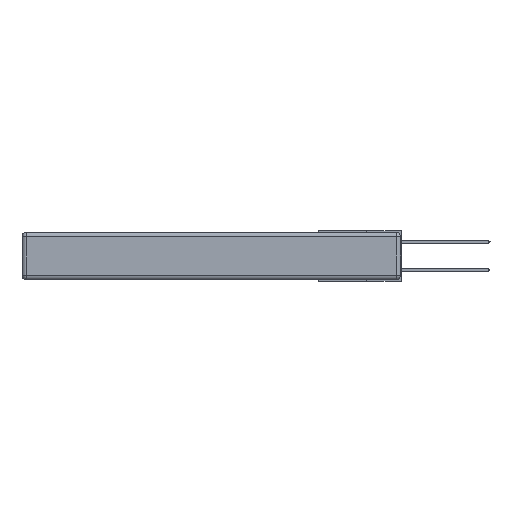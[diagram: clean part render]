
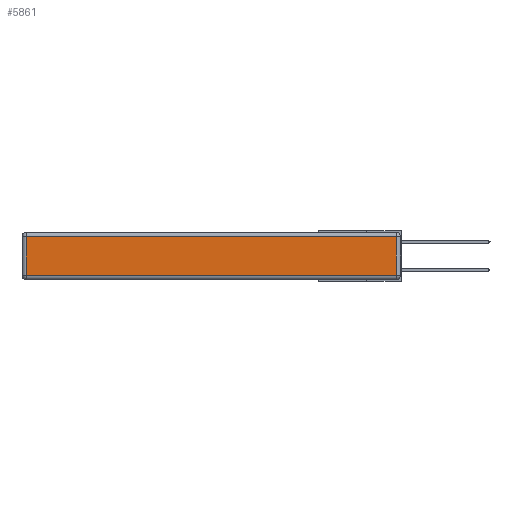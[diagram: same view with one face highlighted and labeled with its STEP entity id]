
A CAD part, left-side view. The second image highlights one B-rep face of the part: STEP entity #5861.
In plain terms, the highlighted planar face has unit normal (-1, 0, 0).
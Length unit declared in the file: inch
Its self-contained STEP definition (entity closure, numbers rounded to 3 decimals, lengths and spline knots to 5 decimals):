
#273 = ORIENTED_EDGE ( 'NONE', *, *, #30996, .T. ) ;
#380 = LINE ( 'NONE', #22396, #11754 ) ;
#1375 = CARTESIAN_POINT ( 'NONE',  ( 0., 0., -0.343 ) ) ;
#4380 = VERTEX_POINT ( 'NONE', #21858 ) ;
#5064 = EDGE_LOOP ( 'NONE', ( #273, #22734, #22199, #24379 ) ) ;
#5138 = CARTESIAN_POINT ( 'NONE',  ( 0., 0.03, -0.313 ) ) ;
#5861 = ADVANCED_FACE ( 'NONE', ( #21097 ), #18466, .T. ) ;
#6602 = VECTOR ( 'NONE', #24421, 39.37008 ) ;
#7873 = LINE ( 'NONE', #12299, #16644 ) ;
#8037 = EDGE_CURVE ( 'NONE', #13078, #25450, #380, .T. ) ;
#8494 = CARTESIAN_POINT ( 'NONE',  ( 0., 2.72, -0.313 ) ) ;
#8879 = DIRECTION ( 'NONE',  ( 0., 0., 1. ) ) ;
#9208 = VECTOR ( 'NONE', #18636, 39.37008 ) ;
#11243 = EDGE_CURVE ( 'NONE', #14851, #4380, #7873, .T. ) ;
#11754 = VECTOR ( 'NONE', #24849, 39.37008 ) ;
#11973 = DIRECTION ( 'NONE',  ( 0., 0., 1. ) ) ;
#12299 = CARTESIAN_POINT ( 'NONE',  ( 0., 0.03, -0.343 ) ) ;
#13078 = VERTEX_POINT ( 'NONE', #27524 ) ;
#14851 = VERTEX_POINT ( 'NONE', #5138 ) ;
#16338 = DIRECTION ( 'NONE',  ( -1., 0., 0. ) ) ;
#16644 = VECTOR ( 'NONE', #11973, 39.37008 ) ;
#18466 = PLANE ( 'NONE',  #28214 ) ;
#18636 = DIRECTION ( 'NONE',  ( 0., 1., 0. ) ) ;
#19169 = LINE ( 'NONE', #30814, #6602 ) ;
#19390 = EDGE_CURVE ( 'NONE', #4380, #13078, #30909, .T. ) ;
#21097 = FACE_OUTER_BOUND ( 'NONE', #5064, .T. ) ;
#21858 = CARTESIAN_POINT ( 'NONE',  ( 0., 0.03, -0.03 ) ) ;
#22199 = ORIENTED_EDGE ( 'NONE', *, *, #19390, .T. ) ;
#22396 = CARTESIAN_POINT ( 'NONE',  ( 0., 2.72, -0.343 ) ) ;
#22734 = ORIENTED_EDGE ( 'NONE', *, *, #11243, .T. ) ;
#24379 = ORIENTED_EDGE ( 'NONE', *, *, #8037, .T. ) ;
#24421 = DIRECTION ( 'NONE',  ( 0., -1., 0. ) ) ;
#24849 = DIRECTION ( 'NONE',  ( 0., 0., -1. ) ) ;
#25450 = VERTEX_POINT ( 'NONE', #8494 ) ;
#27524 = CARTESIAN_POINT ( 'NONE',  ( 0., 2.72, -0.03 ) ) ;
#28214 = AXIS2_PLACEMENT_3D ( 'NONE', #1375, #16338, #8879 ) ;
#30760 = CARTESIAN_POINT ( 'NONE',  ( 0., 2.75, -0.03 ) ) ;
#30814 = CARTESIAN_POINT ( 'NONE',  ( 0., 0., -0.313 ) ) ;
#30909 = LINE ( 'NONE', #30760, #9208 ) ;
#30996 = EDGE_CURVE ( 'NONE', #25450, #14851, #19169, .T. ) ;
